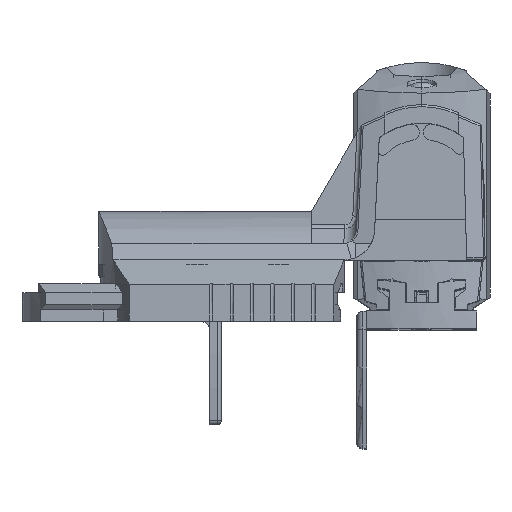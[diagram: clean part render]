
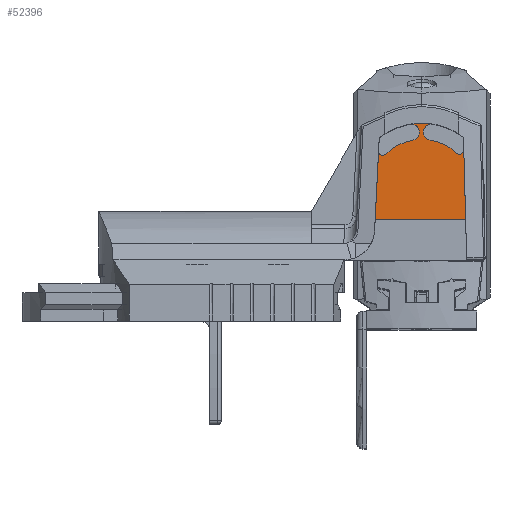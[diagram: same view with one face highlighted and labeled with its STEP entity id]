
A CAD part, top view. The second image highlights one B-rep face of the part: STEP entity #52396.
In plain terms, the highlighted face is planar.
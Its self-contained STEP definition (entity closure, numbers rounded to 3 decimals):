
#1920 = DIRECTION ( 'NONE',  ( 0., 1., 0. ) ) ;
#2456 = CARTESIAN_POINT ( 'NONE',  ( 16.378, 8., -46.265 ) ) ;
#2996 = EDGE_CURVE ( 'NONE', #10559, #42867, #22215, .T. ) ;
#4247 = CARTESIAN_POINT ( 'NONE',  ( 9.438, 8., -41.631 ) ) ;
#7824 = CARTESIAN_POINT ( 'NONE',  ( 9.438, 8., -41.631 ) ) ;
#9001 = CARTESIAN_POINT ( 'NONE',  ( 21.701, 8., -48.281 ) ) ;
#9057 = DIRECTION ( 'NONE',  ( 0., 1., 0. ) ) ;
#9390 = AXIS2_PLACEMENT_3D ( 'NONE', #48221, #51831, #23291 ) ;
#10322 = DIRECTION ( 'NONE',  ( 0., 0., 1. ) ) ;
#10513 = CIRCLE ( 'NONE', #43275, 1. ) ;
#10559 = VERTEX_POINT ( 'NONE', #26461 ) ;
#10761 = DIRECTION ( 'NONE',  ( 0., 1., 0. ) ) ;
#11040 = ORIENTED_EDGE ( 'NONE', *, *, #19536, .F. ) ;
#11395 = VERTEX_POINT ( 'NONE', #22195 ) ;
#11775 = LINE ( 'NONE', #44215, #21361 ) ;
#11926 = DIRECTION ( 'NONE',  ( 0., 1., 0. ) ) ;
#12069 = DIRECTION ( 'NONE',  ( 0., 0., 1. ) ) ;
#12778 = DIRECTION ( 'NONE',  ( -0.026, 0., -1. ) ) ;
#12812 = DIRECTION ( 'NONE',  ( 0., 1., 0. ) ) ;
#12840 = ORIENTED_EDGE ( 'NONE', *, *, #43387, .T. ) ;
#12855 = DIRECTION ( 'NONE',  ( -0.05, 0., 0.999 ) ) ;
#13033 = EDGE_CURVE ( 'NONE', #28417, #11395, #18498, .T. ) ;
#14326 = DIRECTION ( 'NONE',  ( 0., 0., 1. ) ) ;
#15443 = LINE ( 'NONE', #26358, #33295 ) ;
#16949 = EDGE_CURVE ( 'NONE', #38715, #49985, #17619, .T. ) ;
#17379 = ORIENTED_EDGE ( 'NONE', *, *, #22321, .T. ) ;
#17391 = AXIS2_PLACEMENT_3D ( 'NONE', #21541, #9057, #50046 ) ;
#17619 = CIRCLE ( 'NONE', #44686, 2. ) ;
#18227 = VERTEX_POINT ( 'NONE', #39500 ) ;
#18498 = CIRCLE ( 'NONE', #30998, 1. ) ;
#19093 = VERTEX_POINT ( 'NONE', #40045 ) ;
#19536 = EDGE_CURVE ( 'NONE', #28911, #18227, #10513, .T. ) ;
#20569 = CARTESIAN_POINT ( 'NONE',  ( 29.735, 8., -25. ) ) ;
#20931 = EDGE_CURVE ( 'NONE', #36710, #28417, #40386, .T. ) ;
#21315 = VECTOR ( 'NONE', #12778, 1000. ) ;
#21361 = VECTOR ( 'NONE', #12855, 1000. ) ;
#21378 = AXIS2_PLACEMENT_3D ( 'NONE', #35176, #10761, #14326 ) ;
#21541 = CARTESIAN_POINT ( 'NONE',  ( 28.291, 8., -41.886 ) ) ;
#21613 = ORIENTED_EDGE ( 'NONE', *, *, #35942, .F. ) ;
#21692 = DIRECTION ( 'NONE',  ( 1., 0., 0. ) ) ;
#22195 = CARTESIAN_POINT ( 'NONE',  ( 29.29, 8., -41.913 ) ) ;
#22215 = CIRCLE ( 'NONE', #9390, 12.75 ) ;
#22321 = EDGE_CURVE ( 'NONE', #25440, #51270, #15443, .T. ) ;
#22461 = EDGE_LOOP ( 'NONE', ( #21613, #49885, #40704, #11040, #37120, #17379, #31697, #49756, #32977, #52772, #50322, #12840 ) ) ;
#22744 = CIRCLE ( 'NONE', #24597, 2. ) ;
#23291 = DIRECTION ( 'NONE',  ( 0., 0., 1. ) ) ;
#23534 = DIRECTION ( 'NONE',  ( 0., 0., 1. ) ) ;
#23607 = CIRCLE ( 'NONE', #21378, 16.75 ) ;
#24182 = FACE_OUTER_BOUND ( 'NONE', #22461, .T. ) ;
#24597 = AXIS2_PLACEMENT_3D ( 'NONE', #2456, #1920, #26776 ) ;
#25034 = EDGE_CURVE ( 'NONE', #49985, #36710, #26123, .T. ) ;
#25440 = VERTEX_POINT ( 'NONE', #36345 ) ;
#26123 = CIRCLE ( 'NONE', #29859, 12.75 ) ;
#26358 = CARTESIAN_POINT ( 'NONE',  ( 0., 8., -25. ) ) ;
#26461 = CARTESIAN_POINT ( 'NONE',  ( 10.134, 8., -40.913 ) ) ;
#26681 = CARTESIAN_POINT ( 'NONE',  ( 19., 8., -31.75 ) ) ;
#26776 = DIRECTION ( 'NONE',  ( 0., 0., 1. ) ) ;
#27075 = LINE ( 'NONE', #37215, #21315 ) ;
#27076 = CARTESIAN_POINT ( 'NONE',  ( 16.734, 8., -44.297 ) ) ;
#28180 = CARTESIAN_POINT ( 'NONE',  ( 21.378, 8., -46.307 ) ) ;
#28417 = VERTEX_POINT ( 'NONE', #35901 ) ;
#28911 = VERTEX_POINT ( 'NONE', #35829 ) ;
#29859 = AXIS2_PLACEMENT_3D ( 'NONE', #26681, #30963, #34495 ) ;
#30017 = EDGE_CURVE ( 'NONE', #18227, #10559, #34150, .T. ) ;
#30963 = DIRECTION ( 'NONE',  ( 0., -1., 0. ) ) ;
#30998 = AXIS2_PLACEMENT_3D ( 'NONE', #48047, #40396, #44488 ) ;
#31697 = ORIENTED_EDGE ( 'NONE', *, *, #38169, .T. ) ;
#31829 = EDGE_CURVE ( 'NONE', #28911, #25440, #11775, .T. ) ;
#32634 = DIRECTION ( 'NONE',  ( 0., 0., 1. ) ) ;
#32692 = CARTESIAN_POINT ( 'NONE',  ( 27.615, 8., -41.149 ) ) ;
#32977 = ORIENTED_EDGE ( 'NONE', *, *, #20931, .F. ) ;
#33295 = VECTOR ( 'NONE', #21692, 1000. ) ;
#34150 = CIRCLE ( 'NONE', #35770, 1. ) ;
#34386 = DIRECTION ( 'NONE',  ( 0., 1., 0. ) ) ;
#34495 = DIRECTION ( 'NONE',  ( 0., 0., 1. ) ) ;
#35176 = CARTESIAN_POINT ( 'NONE',  ( 19., 8., -31.75 ) ) ;
#35770 = AXIS2_PLACEMENT_3D ( 'NONE', #7824, #11926, #23534 ) ;
#35829 = CARTESIAN_POINT ( 'NONE',  ( 8.44, 8., -41.681 ) ) ;
#35901 = CARTESIAN_POINT ( 'NONE',  ( 28.291, 8., -40.886 ) ) ;
#35942 = EDGE_CURVE ( 'NONE', #42867, #19093, #22744, .T. ) ;
#36345 = CARTESIAN_POINT ( 'NONE',  ( 7.606, 8., -25. ) ) ;
#36507 = DIRECTION ( 'NONE',  ( 0., 1., 0. ) ) ;
#36710 = VERTEX_POINT ( 'NONE', #32692 ) ;
#36909 = AXIS2_PLACEMENT_3D ( 'NONE', #50966, #34386, #10322 ) ;
#37120 = ORIENTED_EDGE ( 'NONE', *, *, #31829, .T. ) ;
#37215 = CARTESIAN_POINT ( 'NONE',  ( 30.372, 8., -0.799 ) ) ;
#38169 = EDGE_CURVE ( 'NONE', #51270, #11395, #27075, .T. ) ;
#38715 = VERTEX_POINT ( 'NONE', #9001 ) ;
#39500 = CARTESIAN_POINT ( 'NONE',  ( 9.438, 8., -40.631 ) ) ;
#40045 = CARTESIAN_POINT ( 'NONE',  ( 16.023, 8., -48.233 ) ) ;
#40386 = CIRCLE ( 'NONE', #17391, 1. ) ;
#40396 = DIRECTION ( 'NONE',  ( 0., 1., 0. ) ) ;
#40704 = ORIENTED_EDGE ( 'NONE', *, *, #30017, .F. ) ;
#42358 = PLANE ( 'NONE',  #36909 ) ;
#42867 = VERTEX_POINT ( 'NONE', #27076 ) ;
#43275 = AXIS2_PLACEMENT_3D ( 'NONE', #4247, #12812, #32634 ) ;
#43387 = EDGE_CURVE ( 'NONE', #38715, #19093, #23607, .T. ) ;
#44215 = CARTESIAN_POINT ( 'NONE',  ( 6.34, 8., 0.317 ) ) ;
#44488 = DIRECTION ( 'NONE',  ( 0., 0., -1. ) ) ;
#44686 = AXIS2_PLACEMENT_3D ( 'NONE', #28180, #36507, #12069 ) ;
#45889 = CARTESIAN_POINT ( 'NONE',  ( 21.056, 8., -44.333 ) ) ;
#48047 = CARTESIAN_POINT ( 'NONE',  ( 28.291, 8., -41.886 ) ) ;
#48221 = CARTESIAN_POINT ( 'NONE',  ( 19., 8., -31.75 ) ) ;
#49756 = ORIENTED_EDGE ( 'NONE', *, *, #13033, .F. ) ;
#49885 = ORIENTED_EDGE ( 'NONE', *, *, #2996, .F. ) ;
#49985 = VERTEX_POINT ( 'NONE', #45889 ) ;
#50046 = DIRECTION ( 'NONE',  ( 0., 0., -1. ) ) ;
#50322 = ORIENTED_EDGE ( 'NONE', *, *, #16949, .F. ) ;
#50966 = CARTESIAN_POINT ( 'NONE',  ( 0., 8., 0. ) ) ;
#51270 = VERTEX_POINT ( 'NONE', #20569 ) ;
#51831 = DIRECTION ( 'NONE',  ( 0., -1., 0. ) ) ;
#52396 = ADVANCED_FACE ( 'NONE', ( #24182 ), #42358, .T. ) ;
#52772 = ORIENTED_EDGE ( 'NONE', *, *, #25034, .F. ) ;
